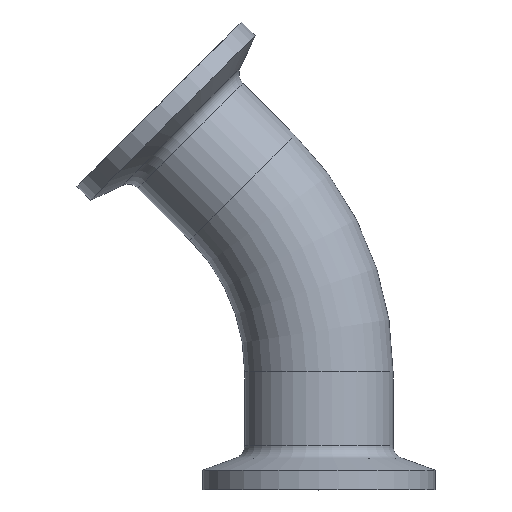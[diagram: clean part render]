
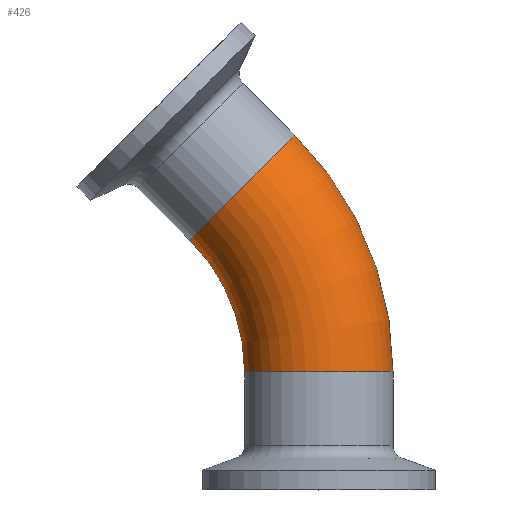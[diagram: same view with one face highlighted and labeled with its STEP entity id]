
A CAD part, top view. The second image highlights one B-rep face of the part: STEP entity #426.
In plain terms, the highlighted toroidal (fillet/blend) face has major radius 38.1 mm and minor radius 10.85 mm.
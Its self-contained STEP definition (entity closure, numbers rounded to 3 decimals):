
#84=FACE_OUTER_BOUND('',#114,.T.);
#114=EDGE_LOOP('',(#385,#386,#387,#388,#389,#390));
#121=CIRCLE('',#456,10.85);
#122=CIRCLE('',#457,10.85);
#144=CIRCLE('',#490,10.85);
#145=CIRCLE('',#491,10.85);
#164=CIRCLE('',#522,27.25);
#170=VERTEX_POINT('',#705);
#171=VERTEX_POINT('',#707);
#189=VERTEX_POINT('',#763);
#190=VERTEX_POINT('',#764);
#213=EDGE_CURVE('',#170,#171,#121,.T.);
#214=EDGE_CURVE('',#171,#170,#122,.T.);
#240=EDGE_CURVE('',#189,#190,#144,.T.);
#241=EDGE_CURVE('',#190,#189,#145,.T.);
#266=EDGE_CURVE('',#171,#189,#164,.T.);
#385=ORIENTED_EDGE('',*,*,#214,.F.);
#386=ORIENTED_EDGE('',*,*,#266,.T.);
#387=ORIENTED_EDGE('',*,*,#240,.T.);
#388=ORIENTED_EDGE('',*,*,#241,.T.);
#389=ORIENTED_EDGE('',*,*,#266,.F.);
#390=ORIENTED_EDGE('',*,*,#213,.F.);
#400=TOROIDAL_SURFACE('',#521,38.1,10.85);
#426=ADVANCED_FACE('',(#84),#400,.T.);
#456=AXIS2_PLACEMENT_3D('',#708,#545,#546);
#457=AXIS2_PLACEMENT_3D('',#709,#547,#548);
#490=AXIS2_PLACEMENT_3D('',#765,#617,#618);
#491=AXIS2_PLACEMENT_3D('',#766,#619,#620);
#521=AXIS2_PLACEMENT_3D('',#816,#685,#686);
#522=AXIS2_PLACEMENT_3D('',#817,#687,#688);
#545=DIRECTION('center_axis',(-0.707,0.707,0.));
#546=DIRECTION('ref_axis',(-0.707,-0.707,0.));
#547=DIRECTION('center_axis',(-0.707,0.707,0.));
#548=DIRECTION('ref_axis',(-0.707,-0.707,0.));
#617=DIRECTION('center_axis',(0.,1.,0.));
#618=DIRECTION('ref_axis',(-1.,0.,0.));
#619=DIRECTION('center_axis',(0.,1.,0.));
#620=DIRECTION('ref_axis',(-1.,0.,0.));
#685=DIRECTION('center_axis',(0.,0.,1.));
#686=DIRECTION('ref_axis',(1.,0.,0.));
#687=DIRECTION('center_axis',(0.,0.,-1.));
#688=DIRECTION('ref_axis',(1.,0.,0.));
#705=CARTESIAN_POINT('',(-3.487,18.831,0.));
#707=CARTESIAN_POINT('',(-18.831,3.487,0.));
#708=CARTESIAN_POINT('Origin',(-11.159,11.159,0.));
#709=CARTESIAN_POINT('Origin',(-11.159,11.159,0.));
#763=CARTESIAN_POINT('',(-10.85,-15.782,0.));
#764=CARTESIAN_POINT('',(10.85,-15.782,0.));
#765=CARTESIAN_POINT('Origin',(0.,-15.782,
0.));
#766=CARTESIAN_POINT('Origin',(0.,-15.782,
0.));
#816=CARTESIAN_POINT('Origin',(-38.1,-15.782,0.));
#817=CARTESIAN_POINT('Origin',(-38.1,-15.782,0.));
